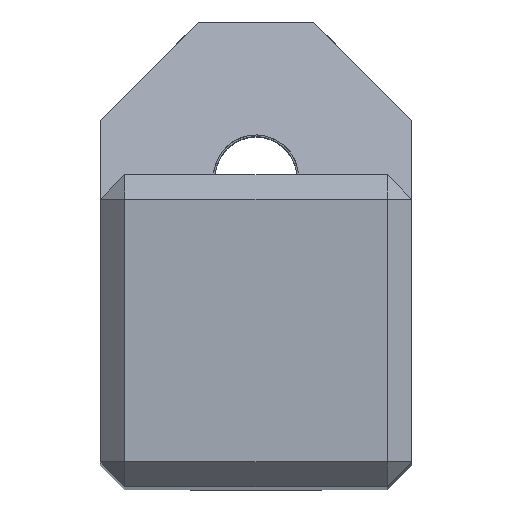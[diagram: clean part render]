
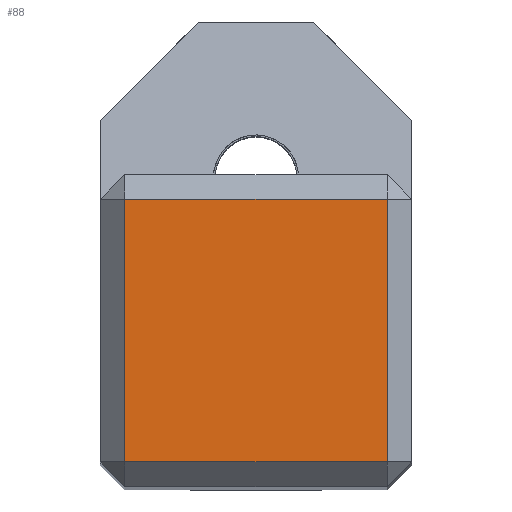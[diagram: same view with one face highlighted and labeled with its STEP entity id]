
A CAD part, top view. The second image highlights one B-rep face of the part: STEP entity #88.
In plain terms, the highlighted planar face has unit normal (0, 0, 1).
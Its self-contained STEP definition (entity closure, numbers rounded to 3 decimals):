
#47=PLANE('',#795);
#88=ADVANCED_FACE('',(#129),#47,.T.);
#129=FACE_OUTER_BOUND('',#170,.T.);
#170=EDGE_LOOP('',(#472,#473,#474,#475));
#259=LINE('',#1278,#339);
#260=LINE('',#1281,#340);
#261=LINE('',#1283,#341);
#262=LINE('',#1285,#342);
#339=VECTOR('',#930,1.);
#340=VECTOR('',#931,1.);
#341=VECTOR('',#932,1.);
#342=VECTOR('',#933,1.);
#472=ORIENTED_EDGE('',*,*,#715,.T.);
#473=ORIENTED_EDGE('',*,*,#716,.T.);
#474=ORIENTED_EDGE('',*,*,#717,.T.);
#475=ORIENTED_EDGE('',*,*,#718,.T.);
#630=VERTEX_POINT('',#1279);
#631=VERTEX_POINT('',#1280);
#632=VERTEX_POINT('',#1282);
#633=VERTEX_POINT('',#1284);
#715=EDGE_CURVE('',#630,#631,#259,.T.);
#716=EDGE_CURVE('',#631,#632,#260,.T.);
#717=EDGE_CURVE('',#632,#633,#261,.T.);
#718=EDGE_CURVE('',#633,#630,#262,.T.);
#795=AXIS2_PLACEMENT_3D('',#1286,#934,#935);
#930=DIRECTION('',(1.,0.,0.));
#931=DIRECTION('',(0.,1.,0.));
#932=DIRECTION('',(-1.,0.,0.));
#933=DIRECTION('',(0.,-1.,0.));
#934=DIRECTION('',(0.,0.,1.));
#935=DIRECTION('',(-1.,0.,0.));
#1278=CARTESIAN_POINT('',(0.,1.5,0.));
#1279=CARTESIAN_POINT('',(-17.55,1.5,0.));
#1280=CARTESIAN_POINT('',(-1.5,1.5,0.));
#1281=CARTESIAN_POINT('',(-1.5,0.,0.));
#1282=CARTESIAN_POINT('',(-1.5,17.55,0.));
#1283=CARTESIAN_POINT('',(0.,17.55,0.));
#1284=CARTESIAN_POINT('',(-17.55,17.55,0.));
#1285=CARTESIAN_POINT('',(-17.55,0.,0.));
#1286=CARTESIAN_POINT('',(0.,0.,0.));
